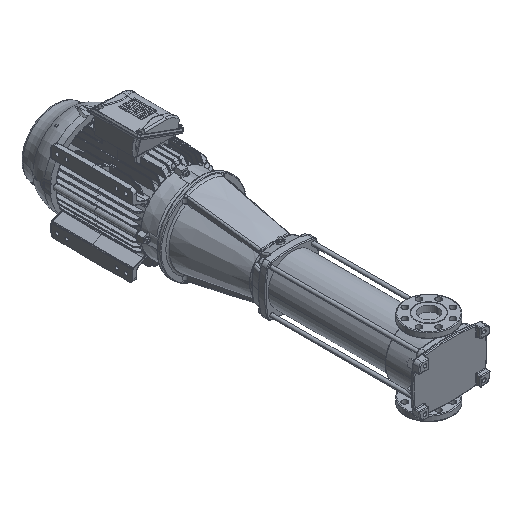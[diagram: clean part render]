
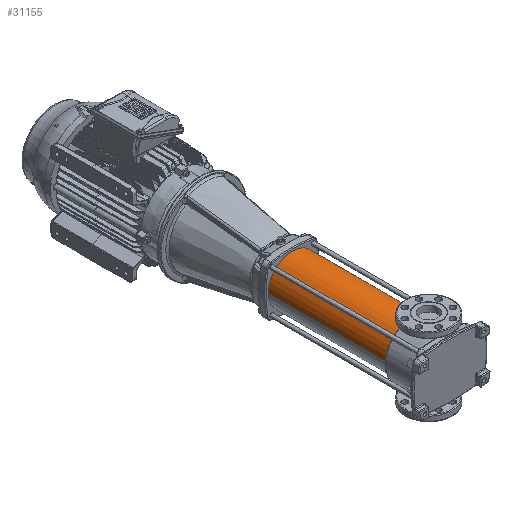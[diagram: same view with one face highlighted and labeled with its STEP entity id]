
A CAD part, isometric view. The second image highlights one B-rep face of the part: STEP entity #31155.
In plain terms, the highlighted cylindrical face has radius 98.5 mm (diameter 197 mm), a partial arc.
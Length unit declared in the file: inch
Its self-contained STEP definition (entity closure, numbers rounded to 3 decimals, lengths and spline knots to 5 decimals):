
#1239 = EDGE_CURVE ( 'NONE', #156475, #104420, #99128, .T. ) ;
#2050 = LINE ( 'NONE', #127958, #68974 ) ;
#6695 = FACE_OUTER_BOUND ( 'NONE', #70582, .T. ) ;
#11911 = ORIENTED_EDGE ( 'NONE', *, *, #102440, .T. ) ;
#17953 = VERTEX_POINT ( 'NONE', #136605 ) ;
#28576 = EDGE_CURVE ( 'NONE', #17953, #156475, #160438, .T. ) ;
#31155 = ADVANCED_FACE ( 'NONE', ( #6695 ), #68061, .T. ) ;
#32847 = CARTESIAN_POINT ( 'NONE',  ( 0., 2.13386, 0. ) ) ;
#34345 = ORIENTED_EDGE ( 'NONE', *, *, #1239, .T. ) ;
#36403 = DIRECTION ( 'NONE',  ( 0., 0., 1. ) ) ;
#48256 = ORIENTED_EDGE ( 'NONE', *, *, #114002, .F. ) ;
#51335 = DIRECTION ( 'NONE',  ( 0., 0., 1. ) ) ;
#64715 = VECTOR ( 'NONE', #72163, 39.37008 ) ;
#66324 = AXIS2_PLACEMENT_3D ( 'NONE', #139357, #148447, #36403 ) ;
#68061 = CYLINDRICAL_SURFACE ( 'NONE', #103077, 3.87795 ) ;
#68974 = VECTOR ( 'NONE', #89550, 39.37008 ) ;
#70582 = EDGE_LOOP ( 'NONE', ( #48256, #102645, #34345, #11911 ) ) ;
#72163 = DIRECTION ( 'NONE',  ( 0., 1., 0. ) ) ;
#89550 = DIRECTION ( 'NONE',  ( 0., 1., 0. ) ) ;
#99128 = LINE ( 'NONE', #158862, #64715 ) ;
#100423 = DIRECTION ( 'NONE',  ( 0., -1., 0. ) ) ;
#102440 = EDGE_CURVE ( 'NONE', #104420, #107691, #143756, .T. ) ;
#102645 = ORIENTED_EDGE ( 'NONE', *, *, #28576, .T. ) ;
#103077 = AXIS2_PLACEMENT_3D ( 'NONE', #32847, #129378, #157171 ) ;
#104420 = VERTEX_POINT ( 'NONE', #117393 ) ;
#107691 = VERTEX_POINT ( 'NONE', #121262 ) ;
#114002 = EDGE_CURVE ( 'NONE', #17953, #107691, #2050, .T. ) ;
#117393 = CARTESIAN_POINT ( 'NONE',  ( 0., 21.25197, 3.87795 ) ) ;
#121262 = CARTESIAN_POINT ( 'NONE',  ( 0., 21.25197, -3.87795 ) ) ;
#125644 = CARTESIAN_POINT ( 'NONE',  ( 0., 2.13386, 3.87795 ) ) ;
#127348 = CARTESIAN_POINT ( 'NONE',  ( 0., 21.25197, 0. ) ) ;
#127958 = CARTESIAN_POINT ( 'NONE',  ( 0., 2.13386, -3.87795 ) ) ;
#129378 = DIRECTION ( 'NONE',  ( 0., 1., 0. ) ) ;
#135911 = AXIS2_PLACEMENT_3D ( 'NONE', #127348, #100423, #51335 ) ;
#136605 = CARTESIAN_POINT ( 'NONE',  ( 0., 2.13386, -3.87795 ) ) ;
#139357 = CARTESIAN_POINT ( 'NONE',  ( 0., 2.13386, 0. ) ) ;
#143756 = CIRCLE ( 'NONE', #135911, 3.87795 ) ;
#148447 = DIRECTION ( 'NONE',  ( 0., 1., 0. ) ) ;
#156475 = VERTEX_POINT ( 'NONE', #125644 ) ;
#157171 = DIRECTION ( 'NONE',  ( 0., 0., 1. ) ) ;
#158862 = CARTESIAN_POINT ( 'NONE',  ( 0., 2.13386, 3.87795 ) ) ;
#160438 = CIRCLE ( 'NONE', #66324, 3.87795 ) ;
